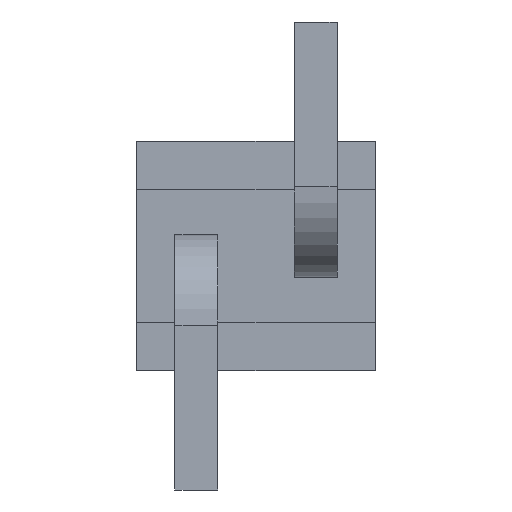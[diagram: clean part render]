
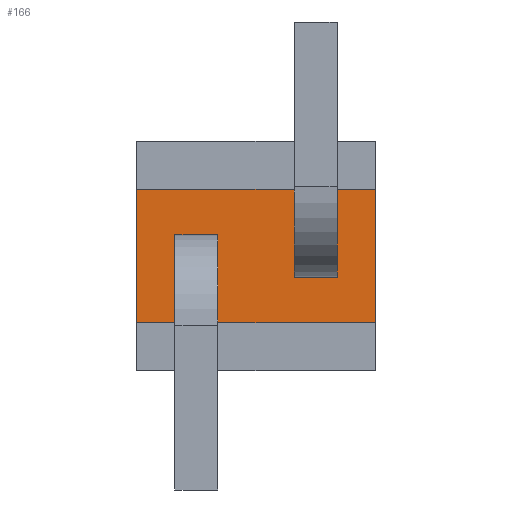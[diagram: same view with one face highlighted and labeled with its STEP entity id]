
A CAD part, front view. The second image highlights one B-rep face of the part: STEP entity #166.
In plain terms, the highlighted planar face has unit normal (0, -1, 0).
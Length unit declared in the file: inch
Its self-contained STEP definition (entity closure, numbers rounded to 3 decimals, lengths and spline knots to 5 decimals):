
#166 = ADVANCED_FACE( '', ( #348, #349, #350 ), #351, .F. );
#348 = FACE_BOUND( '', #558, .T. );
#349 = FACE_BOUND( '', #559, .T. );
#350 = FACE_OUTER_BOUND( '', #560, .T. );
#351 = PLANE( '', #561 );
#558 = EDGE_LOOP( '', ( #894, #895, #896, #897 ) );
#559 = EDGE_LOOP( '', ( #898, #899, #900, #901 ) );
#560 = EDGE_LOOP( '', ( #902, #903, #904, #905 ) );
#561 = AXIS2_PLACEMENT_3D( '', #906, #907, #908 );
#894 = ORIENTED_EDGE( '', *, *, #1425, .T. );
#895 = ORIENTED_EDGE( '', *, *, #1426, .T. );
#896 = ORIENTED_EDGE( '', *, *, #1427, .T. );
#897 = ORIENTED_EDGE( '', *, *, #1428, .T. );
#898 = ORIENTED_EDGE( '', *, *, #1429, .T. );
#899 = ORIENTED_EDGE( '', *, *, #1411, .T. );
#900 = ORIENTED_EDGE( '', *, *, #1430, .T. );
#901 = ORIENTED_EDGE( '', *, *, #1431, .T. );
#902 = ORIENTED_EDGE( '', *, *, #1320, .T. );
#903 = ORIENTED_EDGE( '', *, *, #1432, .F. );
#904 = ORIENTED_EDGE( '', *, *, #1344, .F. );
#905 = ORIENTED_EDGE( '', *, *, #1433, .T. );
#906 = CARTESIAN_POINT( '', ( 0.05, -0.04, 0.028 ) );
#907 = DIRECTION( '', ( 0., 1., 0. ) );
#908 = DIRECTION( '', ( 0., 0., 1. ) );
#1320 = EDGE_CURVE( '', #1572, #1570, #1573, .T. );
#1344 = EDGE_CURVE( '', #1614, #1616, #1617, .T. );
#1411 = EDGE_CURVE( '', #1730, #1731, #1732, .T. );
#1425 = EDGE_CURVE( '', #1748, #1749, #1750, .T. );
#1426 = EDGE_CURVE( '', #1749, #1751, #1752, .T. );
#1427 = EDGE_CURVE( '', #1751, #1753, #1754, .T. );
#1428 = EDGE_CURVE( '', #1753, #1748, #1755, .T. );
#1429 = EDGE_CURVE( '', #1756, #1730, #1757, .T. );
#1430 = EDGE_CURVE( '', #1731, #1758, #1759, .T. );
#1431 = EDGE_CURVE( '', #1758, #1756, #1760, .T. );
#1432 = EDGE_CURVE( '', #1616, #1570, #1761, .T. );
#1433 = EDGE_CURVE( '', #1614, #1572, #1762, .T. );
#1570 = VERTEX_POINT( '', #1932 );
#1572 = VERTEX_POINT( '', #1935 );
#1573 = LINE( '', #1936, #1937 );
#1614 = VERTEX_POINT( '', #1996 );
#1616 = VERTEX_POINT( '', #1999 );
#1617 = LINE( '', #2000, #2001 );
#1730 = VERTEX_POINT( '', #2166 );
#1731 = VERTEX_POINT( '', #2167 );
#1732 = LINE( '', #2168, #2169 );
#1748 = VERTEX_POINT( '', #2194 );
#1749 = VERTEX_POINT( '', #2195 );
#1750 = LINE( '', #2196, #2197 );
#1751 = VERTEX_POINT( '', #2198 );
#1752 = LINE( '', #2199, #2200 );
#1753 = VERTEX_POINT( '', #2201 );
#1754 = LINE( '', #2202, #2203 );
#1755 = LINE( '', #2204, #2205 );
#1756 = VERTEX_POINT( '', #2206 );
#1757 = LINE( '', #2207, #2208 );
#1758 = VERTEX_POINT( '', #2209 );
#1759 = LINE( '', #2210, #2211 );
#1760 = LINE( '', #2212, #2213 );
#1761 = LINE( '', #2214, #2215 );
#1762 = LINE( '', #2216, #2217 );
#1932 = CARTESIAN_POINT( '', ( -0.05, -0.04, -0.028 ) );
#1935 = CARTESIAN_POINT( '', ( -0.05, -0.04, 0.028 ) );
#1936 = CARTESIAN_POINT( '', ( -0.05, -0.04, 0.028 ) );
#1937 = VECTOR( '', #2413, 39.37008 );
#1996 = CARTESIAN_POINT( '', ( 0.05, -0.04, 0.028 ) );
#1999 = CARTESIAN_POINT( '', ( 0.05, -0.04, -0.028 ) );
#2000 = CARTESIAN_POINT( '', ( 0.05, -0.04, 0.028 ) );
#2001 = VECTOR( '', #2439, 39.37008 );
#2166 = CARTESIAN_POINT( '', ( -0.034, -0.04, 0.007 ) );
#2167 = CARTESIAN_POINT( '', ( -0.018, -0.04, 0.007 ) );
#2168 = CARTESIAN_POINT( '', ( -0.034, -0.04, 0.007 ) );
#2169 = VECTOR( '', #2504, 39.37008 );
#2194 = CARTESIAN_POINT( '', ( 0.016, -0.04, -0.009 ) );
#2195 = CARTESIAN_POINT( '', ( 0.016, -0.04, 0.007 ) );
#2196 = CARTESIAN_POINT( '', ( 0.016, -0.04, -0.009 ) );
#2197 = VECTOR( '', #2514, 39.37008 );
#2198 = CARTESIAN_POINT( '', ( 0.032, -0.04, 0.007 ) );
#2199 = CARTESIAN_POINT( '', ( 0.016, -0.04, 0.007 ) );
#2200 = VECTOR( '', #2515, 39.37008 );
#2201 = CARTESIAN_POINT( '', ( 0.032, -0.04, -0.009 ) );
#2202 = CARTESIAN_POINT( '', ( 0.032, -0.04, 0.007 ) );
#2203 = VECTOR( '', #2516, 39.37008 );
#2204 = CARTESIAN_POINT( '', ( 0.032, -0.04, -0.009 ) );
#2205 = VECTOR( '', #2517, 39.37008 );
#2206 = CARTESIAN_POINT( '', ( -0.034, -0.04, -0.009 ) );
#2207 = CARTESIAN_POINT( '', ( -0.034, -0.04, -0.009 ) );
#2208 = VECTOR( '', #2518, 39.37008 );
#2209 = CARTESIAN_POINT( '', ( -0.018, -0.04, -0.009 ) );
#2210 = CARTESIAN_POINT( '', ( -0.018, -0.04, 0.007 ) );
#2211 = VECTOR( '', #2519, 39.37008 );
#2212 = CARTESIAN_POINT( '', ( -0.018, -0.04, -0.009 ) );
#2213 = VECTOR( '', #2520, 39.37008 );
#2214 = CARTESIAN_POINT( '', ( 0.05, -0.04, -0.028 ) );
#2215 = VECTOR( '', #2521, 39.37008 );
#2216 = CARTESIAN_POINT( '', ( 0.05, -0.04, 0.028 ) );
#2217 = VECTOR( '', #2522, 39.37008 );
#2413 = DIRECTION( '', ( 0., 0., -1. ) );
#2439 = DIRECTION( '', ( 0., 0., -1. ) );
#2504 = DIRECTION( '', ( 1., 0., 0. ) );
#2514 = DIRECTION( '', ( 0., 0., 1. ) );
#2515 = DIRECTION( '', ( 1., 0., 0. ) );
#2516 = DIRECTION( '', ( 0., 0., -1. ) );
#2517 = DIRECTION( '', ( -1., 0., 0. ) );
#2518 = DIRECTION( '', ( 0., 0., 1. ) );
#2519 = DIRECTION( '', ( 0., 0., -1. ) );
#2520 = DIRECTION( '', ( -1., 0., 0. ) );
#2521 = DIRECTION( '', ( -1., 0., 0. ) );
#2522 = DIRECTION( '', ( -1., 0., 0. ) );
